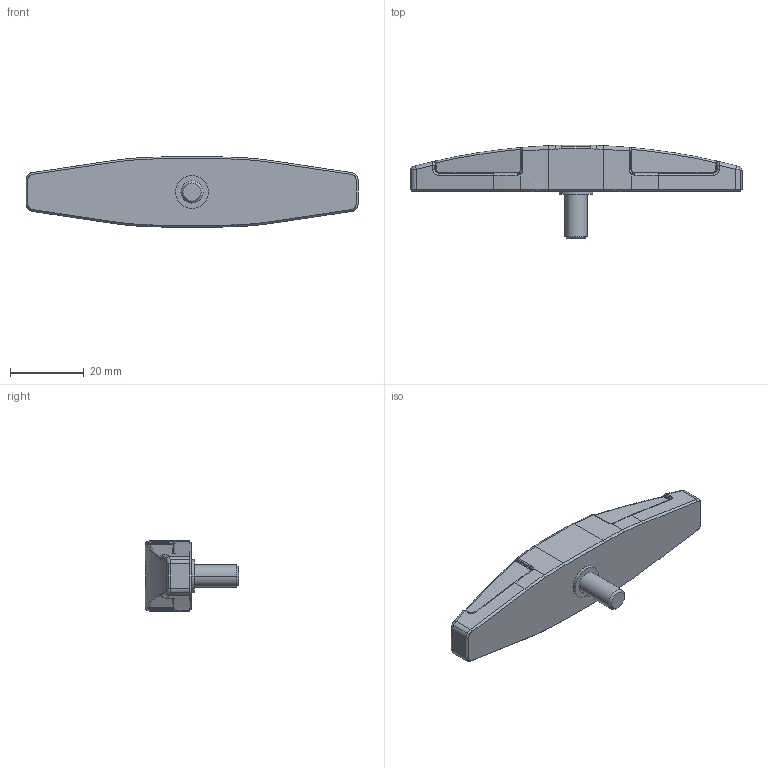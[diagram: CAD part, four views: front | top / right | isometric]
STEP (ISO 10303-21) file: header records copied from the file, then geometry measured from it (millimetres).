
FILE_DESCRIPTION(('STEP AP214'),'1');
FILE_NAME(' ',' ',('TraceParts'),('TraceParts S.A.'),'XStep 1.0',' ',' ');
FILE_SCHEMA(('automotive_design'));
Length unit declared in the file: millimetre
Products named in the file (1): 1
Bounding box: 90 x 25.3 x 19 mm (x, y, z)
Volume: 15388.7 mm3; surface area: 5079.1 mm2
Topology: 1 solids, 1 shells, 229 faces, 560 edges, 335 vertices
Faces by surface type: cylinder 98, bspline 44, plane 43, torus 24, cone 20
Entity records: 11219 total; most frequent: CARTESIAN_POINT 6005, ORIENTED_EDGE 1116, DIRECTION 1076, EDGE_CURVE 558, AXIS2_PLACEMENT_3D 440, VERTEX_POINT 335, CIRCLE 238, EDGE_LOOP 233
